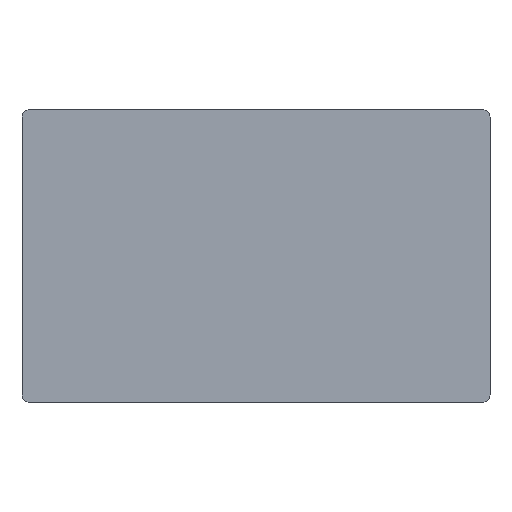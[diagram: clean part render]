
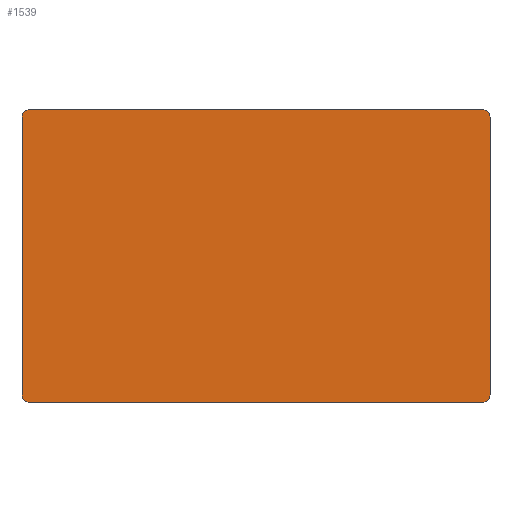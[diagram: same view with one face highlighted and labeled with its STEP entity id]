
A CAD part, front view. The second image highlights one B-rep face of the part: STEP entity #1539.
In plain terms, the highlighted planar face has unit normal (0, -1, 0).
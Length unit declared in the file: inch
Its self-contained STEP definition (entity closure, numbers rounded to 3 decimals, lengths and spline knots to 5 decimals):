
#475 = ORIENTED_EDGE ( 'NONE', *, *, #4204, .T. ) ;
#640 = ORIENTED_EDGE ( 'NONE', *, *, #4237, .T. ) ;
#661 = ORIENTED_EDGE ( 'NONE', *, *, #4189, .T. ) ;
#684 = ORIENTED_EDGE ( 'NONE', *, *, #4200, .T. ) ;
#688 = ORIENTED_EDGE ( 'NONE', *, *, #4325, .T. ) ;
#771 = LINE ( 'NONE', #5756, #772 ) ;
#772 = VECTOR ( 'NONE', #5757, 39.37008 ) ;
#777 = VECTOR ( 'NONE', #5787, 39.37008 ) ;
#784 = LINE ( 'NONE', #5775, #777 ) ;
#791 = VECTOR ( 'NONE', #5851, 39.37008 ) ;
#793 = LINE ( 'NONE', #5838, #791 ) ;
#798 = CIRCLE ( 'NONE', #2871, 0.0625 ) ;
#1382 = EDGE_LOOP ( 'NONE', ( #475, #684, #640, #661, #6973, #4041, #688, #6972 ) ) ;
#1539 = ADVANCED_FACE ( 'NONE', ( #3029 ), #4104, .T. ) ;
#2871 = AXIS2_PLACEMENT_3D ( 'NONE', #5856, #5863, #5864 ) ;
#2876 = AXIS2_PLACEMENT_3D ( 'NONE', #5084, #5091, #5092 ) ;
#2900 = AXIS2_PLACEMENT_3D ( 'NONE', #4626, #4640, #4642 ) ;
#2934 = AXIS2_PLACEMENT_3D ( 'NONE', #5967, #5970, #5971 ) ;
#2950 = AXIS2_PLACEMENT_3D ( 'NONE', #4072, #4057, #4101 ) ;
#3029 = FACE_OUTER_BOUND ( 'NONE', #1382, .T. ) ;
#3319 = CIRCLE ( 'NONE', #2934, 0.0625 ) ;
#3330 = CIRCLE ( 'NONE', #2900, 0.0625 ) ;
#3929 = CIRCLE ( 'NONE', #2876, 0.0625 ) ;
#3935 = LINE ( 'NONE', #5103, #3936 ) ;
#3936 = VECTOR ( 'NONE', #5104, 39.37008 ) ;
#4041 = ORIENTED_EDGE ( 'NONE', *, *, #4333, .T. ) ;
#4057 = DIRECTION ( 'NONE',  ( 0., -1., 0. ) ) ;
#4072 = CARTESIAN_POINT ( 'NONE',  ( 1.9375, -0.14062, 1.1875 ) ) ;
#4101 = DIRECTION ( 'NONE',  ( 1., 0., 0. ) ) ;
#4104 = PLANE ( 'NONE',  #2950 ) ;
#4180 = EDGE_CURVE ( 'NONE', #6065, #6085, #771, .T. ) ;
#4189 = EDGE_CURVE ( 'NONE', #6066, #6068, #784, .T. ) ;
#4200 = EDGE_CURVE ( 'NONE', #6083, #6067, #793, .T. ) ;
#4204 = EDGE_CURVE ( 'NONE', #6085, #6083, #798, .T. ) ;
#4237 = EDGE_CURVE ( 'NONE', #6067, #6066, #3319, .T. ) ;
#4247 = EDGE_CURVE ( 'NONE', #6068, #6074, #3330, .T. ) ;
#4325 = EDGE_CURVE ( 'NONE', #6072, #6065, #3929, .T. ) ;
#4333 = EDGE_CURVE ( 'NONE', #6074, #6072, #3935, .T. ) ;
#4626 = CARTESIAN_POINT ( 'NONE',  ( -1.9375, -0.14062, -1.1875 ) ) ;
#4640 = DIRECTION ( 'NONE',  ( 0., -1., 0. ) ) ;
#4642 = DIRECTION ( 'NONE',  ( 1., 0., 0. ) ) ;
#5084 = CARTESIAN_POINT ( 'NONE',  ( 1.9375, -0.14062, -1.1875 ) ) ;
#5091 = DIRECTION ( 'NONE',  ( 0., -1., 0. ) ) ;
#5092 = DIRECTION ( 'NONE',  ( 1., 0., 0. ) ) ;
#5103 = CARTESIAN_POINT ( 'NONE',  ( -1.9375, -0.14062, -1.25 ) ) ;
#5104 = DIRECTION ( 'NONE',  ( 1., 0., 0. ) ) ;
#5250 = CARTESIAN_POINT ( 'NONE',  ( 2., -0.14062, -1.1875 ) ) ;
#5251 = CARTESIAN_POINT ( 'NONE',  ( -2., -0.14062, 1.1875 ) ) ;
#5252 = CARTESIAN_POINT ( 'NONE',  ( -1.9375, -0.14062, 1.25 ) ) ;
#5253 = CARTESIAN_POINT ( 'NONE',  ( -2., -0.14062, -1.1875 ) ) ;
#5257 = CARTESIAN_POINT ( 'NONE',  ( 1.9375, -0.14062, -1.25 ) ) ;
#5259 = CARTESIAN_POINT ( 'NONE',  ( -1.9375, -0.14062, -1.25 ) ) ;
#5268 = CARTESIAN_POINT ( 'NONE',  ( 1.9375, -0.14062, 1.25 ) ) ;
#5270 = CARTESIAN_POINT ( 'NONE',  ( 2., -0.14062, 1.1875 ) ) ;
#5756 = CARTESIAN_POINT ( 'NONE',  ( 2., -0.14062, -1.1875 ) ) ;
#5757 = DIRECTION ( 'NONE',  ( 0., 0., 1. ) ) ;
#5775 = CARTESIAN_POINT ( 'NONE',  ( -2., -0.14062, 1.1875 ) ) ;
#5787 = DIRECTION ( 'NONE',  ( 0., 0., -1. ) ) ;
#5838 = CARTESIAN_POINT ( 'NONE',  ( 1.9375, -0.14062, 1.25 ) ) ;
#5851 = DIRECTION ( 'NONE',  ( -1., 0., 0. ) ) ;
#5856 = CARTESIAN_POINT ( 'NONE',  ( 1.9375, -0.14062, 1.1875 ) ) ;
#5863 = DIRECTION ( 'NONE',  ( 0., -1., 0. ) ) ;
#5864 = DIRECTION ( 'NONE',  ( 1., 0., 0. ) ) ;
#5967 = CARTESIAN_POINT ( 'NONE',  ( -1.9375, -0.14062, 1.1875 ) ) ;
#5970 = DIRECTION ( 'NONE',  ( 0., -1., 0. ) ) ;
#5971 = DIRECTION ( 'NONE',  ( 1., 0., 0. ) ) ;
#6065 = VERTEX_POINT ( 'NONE', #5250 ) ;
#6066 = VERTEX_POINT ( 'NONE', #5251 ) ;
#6067 = VERTEX_POINT ( 'NONE', #5252 ) ;
#6068 = VERTEX_POINT ( 'NONE', #5253 ) ;
#6072 = VERTEX_POINT ( 'NONE', #5257 ) ;
#6074 = VERTEX_POINT ( 'NONE', #5259 ) ;
#6083 = VERTEX_POINT ( 'NONE', #5268 ) ;
#6085 = VERTEX_POINT ( 'NONE', #5270 ) ;
#6972 = ORIENTED_EDGE ( 'NONE', *, *, #4180, .T. ) ;
#6973 = ORIENTED_EDGE ( 'NONE', *, *, #4247, .T. ) ;
